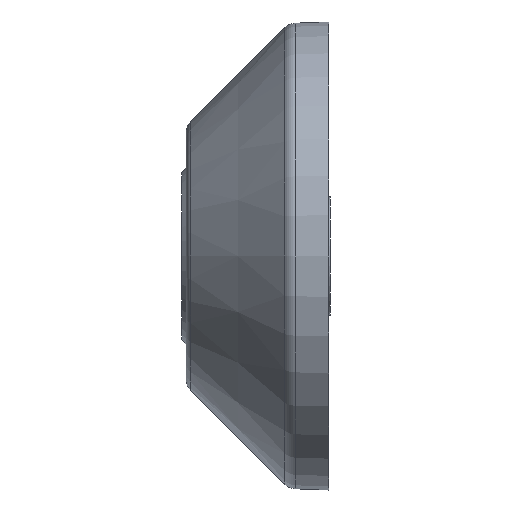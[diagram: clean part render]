
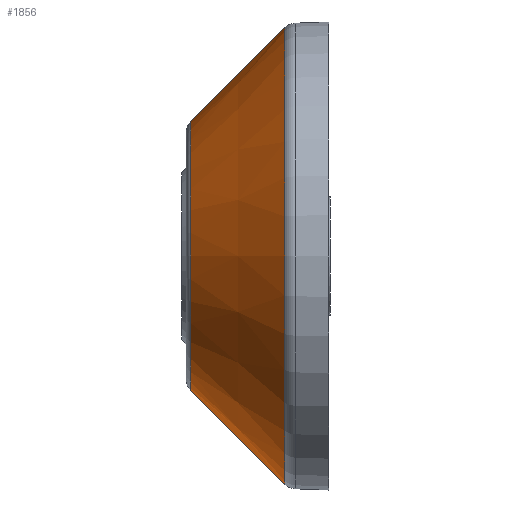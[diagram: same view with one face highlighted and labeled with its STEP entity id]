
A CAD part, left-side view. The second image highlights one B-rep face of the part: STEP entity #1856.
In plain terms, the highlighted conical face has half-angle 45 degrees and reference radius 16.325 mm.
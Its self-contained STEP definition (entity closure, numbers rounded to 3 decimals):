
#271 = CARTESIAN_POINT ( 'NONE',  ( 0., 18., 0. ) ) ;
#729 = VERTEX_POINT ( 'NONE', #5404 ) ;
#789 = ORIENTED_EDGE ( 'NONE', *, *, #813, .F. ) ;
#813 = EDGE_CURVE ( 'NONE', #6238, #2504, #13358, .T. ) ;
#817 = EDGE_CURVE ( 'NONE', #729, #15387, #13298, .T. ) ;
#1856 = ADVANCED_FACE ( 'NONE', ( #11627 ), #11469, .T. ) ;
#2185 = EDGE_CURVE ( 'NONE', #6238, #729, #11077, .T. ) ;
#2230 = EDGE_CURVE ( 'NONE', #15387, #2504, #11091, .T. ) ;
#2271 = DIRECTION ( 'NONE',  ( 0., 0., 1. ) ) ;
#2504 = VERTEX_POINT ( 'NONE', #9271 ) ;
#2541 = DIRECTION ( 'NONE',  ( 0., -1., 0. ) ) ;
#2617 = ORIENTED_EDGE ( 'NONE', *, *, #817, .T. ) ;
#2809 = CARTESIAN_POINT ( 'NONE',  ( 0., 17.414, 0. ) ) ;
#4952 = DIRECTION ( 'NONE',  ( 0., -0.707, -0.707 ) ) ;
#4988 = CARTESIAN_POINT ( 'NONE',  ( 0., 18., -16.325 ) ) ;
#5004 = DIRECTION ( 'NONE',  ( 0., -0.707, 0.707 ) ) ;
#5070 = ORIENTED_EDGE ( 'NONE', *, *, #2230, .T. ) ;
#5080 = CARTESIAN_POINT ( 'NONE',  ( 0., 18., 16.325 ) ) ;
#5404 = CARTESIAN_POINT ( 'NONE',  ( 0., 17.414, -16.911 ) ) ;
#6238 = VERTEX_POINT ( 'NONE', #6507 ) ;
#6507 = CARTESIAN_POINT ( 'NONE',  ( 0., 17.414, 16.911 ) ) ;
#7083 = ORIENTED_EDGE ( 'NONE', *, *, #2185, .T. ) ;
#7328 = CARTESIAN_POINT ( 'NONE',  ( 0., 5.557, -28.768 ) ) ;
#8880 = AXIS2_PLACEMENT_3D ( 'NONE', #12205, #15814, #15767 ) ;
#8944 = AXIS2_PLACEMENT_3D ( 'NONE', #2809, #2541, #2271 ) ;
#9271 = CARTESIAN_POINT ( 'NONE',  ( 0., 5.557, 28.768 ) ) ;
#9351 = AXIS2_PLACEMENT_3D ( 'NONE', #271, #10448, #12263 ) ;
#10448 = DIRECTION ( 'NONE',  ( 0., -1., 0. ) ) ;
#11077 = CIRCLE ( 'NONE', #8944, 16.911 ) ;
#11091 = CIRCLE ( 'NONE', #8880, 28.768 ) ;
#11469 = CONICAL_SURFACE ( 'NONE', #9351, 16.325, 0.785 ) ;
#11627 = FACE_OUTER_BOUND ( 'NONE', #14875, .T. ) ;
#12205 = CARTESIAN_POINT ( 'NONE',  ( 0., 5.557, 0. ) ) ;
#12263 = DIRECTION ( 'NONE',  ( 0., 0., -1. ) ) ;
#13261 = VECTOR ( 'NONE', #4952, 1000. ) ;
#13280 = VECTOR ( 'NONE', #5004, 1000. ) ;
#13298 = LINE ( 'NONE', #4988, #13261 ) ;
#13358 = LINE ( 'NONE', #5080, #13280 ) ;
#14875 = EDGE_LOOP ( 'NONE', ( #789, #7083, #2617, #5070 ) ) ;
#15387 = VERTEX_POINT ( 'NONE', #7328 ) ;
#15767 = DIRECTION ( 'NONE',  ( 0., 0., 1. ) ) ;
#15814 = DIRECTION ( 'NONE',  ( 0., 1., 0. ) ) ;
